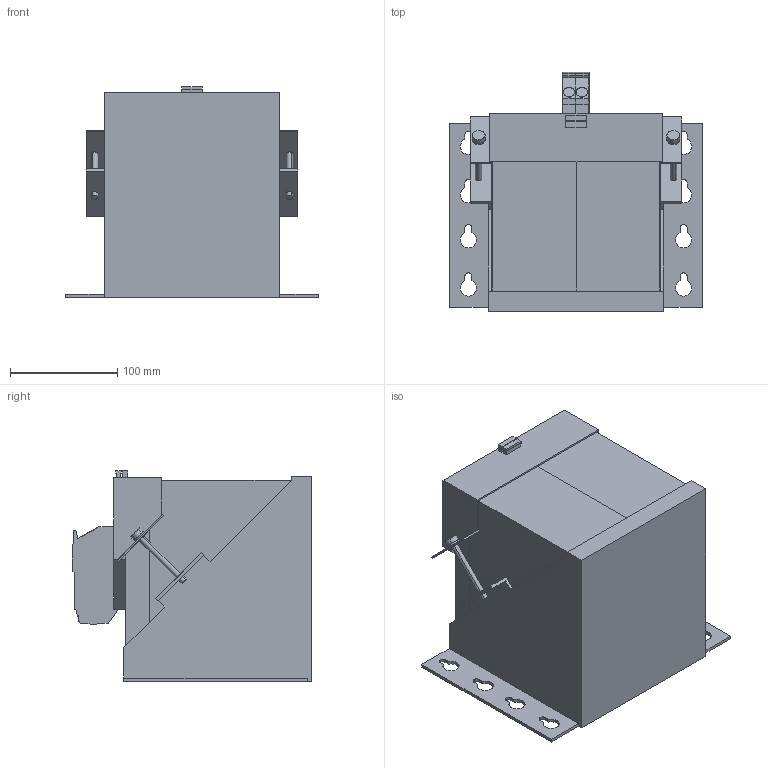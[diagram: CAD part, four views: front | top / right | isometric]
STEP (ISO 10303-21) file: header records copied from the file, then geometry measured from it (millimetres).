
FILE_DESCRIPTION (( 'STEP AP214' ), '1' );
FILE_NAME ('1118073.STEP', '2025-12-01T15:55:21', ( '' ), ( '' ), 'SwSTEP 2.0', 'SolidWorks 2022', '' );
FILE_SCHEMA (( 'AUTOMOTIVE_DESIGN' ));
Length unit declared in the file: millimetre
Products named in the file (1): 1118073
Bounding box: 235.5 x 222.96 x 196.1 mm (x, y, z)
Volume: 5452932.7 mm3; surface area: 398734.1 mm2
Topology: 1 solids, 1 shells, 233 faces, 622 edges, 400 vertices
Faces by surface type: plane 185, cylinder 48
Entity records: 7222 total; most frequent: CARTESIAN_POINT 1256, ORIENTED_EDGE 1244, DIRECTION 1186, EDGE_CURVE 622, LINE 526, VECTOR 526, VERTEX_POINT 400, AXIS2_PLACEMENT_3D 330
